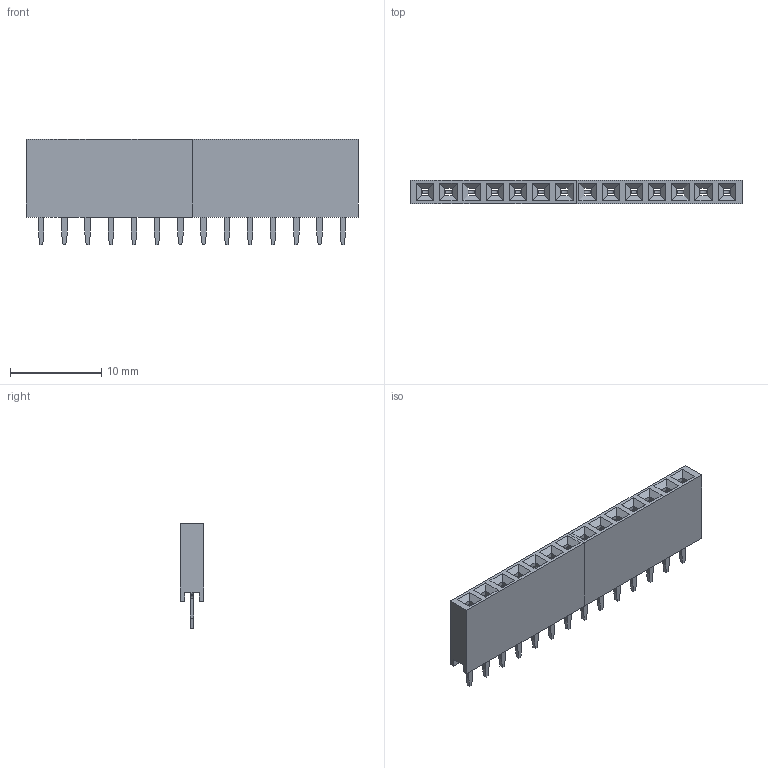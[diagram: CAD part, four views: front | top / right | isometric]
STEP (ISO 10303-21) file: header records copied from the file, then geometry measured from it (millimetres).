
FILE_DESCRIPTION(('STEP AP242'), '1');
FILE_NAME('PBS-14', '', ('UNSPECIFIED'), ('UNSPECIFIED'), 'C3D Converter', 'C3D Toolkit', '');
FILE_SCHEMA(('AP242_MANAGED_MODEL_BASED_3D_ENGINEERING_MIM_LF { 1 0 10303 442 1 1 4 }'));
Length unit declared in the file: millimetre
Assembly tree (18 placements, depth 3):
  (unnamed)
    (unnamed)
      (unnamed)
      (unnamed)  x7
    (unnamed)
      (unnamed)
      (unnamed)  x7
Bounding box: 36.36 x 2.54 x 11.5 mm (x, y, z)
Volume: 586.5 mm3; surface area: 2070.8 mm2
Topology: 16 solids, 16 shells, 678 faces, 1924 edges, 1264 vertices
Faces by surface type: plane 524, cylinder 154
Entity records: 13267 total; most frequent: CARTESIAN_POINT 1831, ORIENTED_EDGE 1820, DIRECTION 1598, EDGE_CURVE 910, LINE 888, VECTOR 888, VERTEX_POINT 588, AXIS2_PLACEMENT_3D 355
